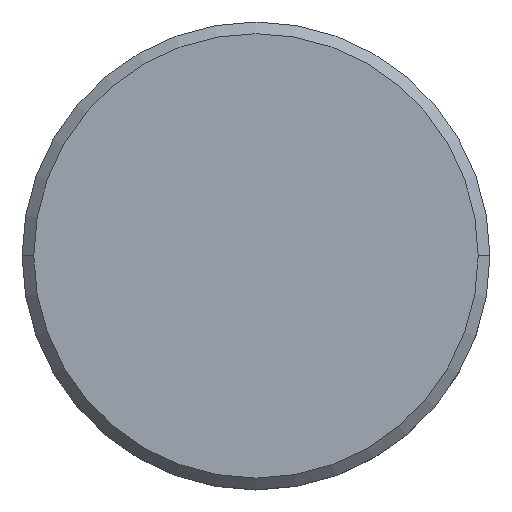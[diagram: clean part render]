
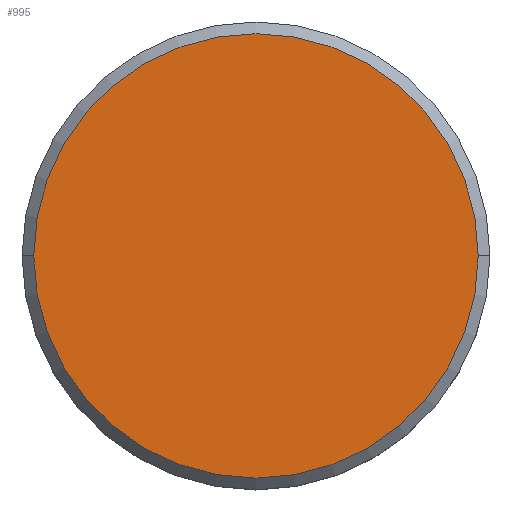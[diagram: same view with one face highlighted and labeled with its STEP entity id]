
A CAD part, top view. The second image highlights one B-rep face of the part: STEP entity #995.
In plain terms, the highlighted planar face has unit normal (0, 0, 1).
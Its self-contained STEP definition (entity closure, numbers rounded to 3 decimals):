
#74 = CARTESIAN_POINT ( 'NONE',  ( 9.5, 0., 0. ) ) ;
#88 = DIRECTION ( 'NONE',  ( 1., 0., 0. ) ) ;
#90 = EDGE_LOOP ( 'NONE', ( #750, #878 ) ) ;
#92 = CARTESIAN_POINT ( 'NONE',  ( -9.5, 0., 0. ) ) ;
#125 = DIRECTION ( 'NONE',  ( 0., 0., 1. ) ) ;
#159 = DIRECTION ( 'NONE',  ( 0., 0., 1. ) ) ;
#166 = CARTESIAN_POINT ( 'NONE',  ( 0., 0., 0. ) ) ;
#313 = CIRCLE ( 'NONE', #758, 9.5 ) ;
#359 = FACE_OUTER_BOUND ( 'NONE', #90, .T. ) ;
#382 = EDGE_CURVE ( 'NONE', #806, #969, #313, .T. ) ;
#451 = AXIS2_PLACEMENT_3D ( 'NONE', #166, #506, #88 ) ;
#506 = DIRECTION ( 'NONE',  ( 0., 0., 1. ) ) ;
#509 = DIRECTION ( 'NONE',  ( 1., 0., 0. ) ) ;
#520 = AXIS2_PLACEMENT_3D ( 'NONE', #767, #125, #1019 ) ;
#578 = CARTESIAN_POINT ( 'NONE',  ( 0., 0., 0. ) ) ;
#704 = PLANE ( 'NONE',  #520 ) ;
#750 = ORIENTED_EDGE ( 'NONE', *, *, #835, .T. ) ;
#758 = AXIS2_PLACEMENT_3D ( 'NONE', #578, #159, #509 ) ;
#767 = CARTESIAN_POINT ( 'NONE',  ( 0., 0., 0. ) ) ;
#806 = VERTEX_POINT ( 'NONE', #74 ) ;
#835 = EDGE_CURVE ( 'NONE', #969, #806, #945, .T. ) ;
#878 = ORIENTED_EDGE ( 'NONE', *, *, #382, .T. ) ;
#945 = CIRCLE ( 'NONE', #451, 9.5 ) ;
#969 = VERTEX_POINT ( 'NONE', #92 ) ;
#995 = ADVANCED_FACE ( 'NONE', ( #359 ), #704, .T. ) ;
#1019 = DIRECTION ( 'NONE',  ( 1., 0., 0. ) ) ;
